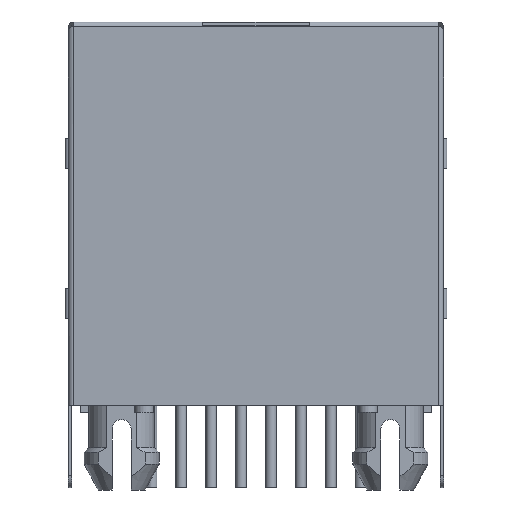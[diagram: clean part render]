
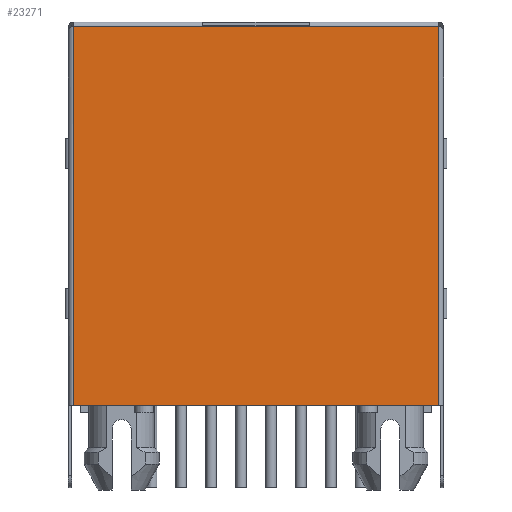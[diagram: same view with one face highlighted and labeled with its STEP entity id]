
A CAD part, front view. The second image highlights one B-rep face of the part: STEP entity #23271.
In plain terms, the highlighted planar face has unit normal (0, -1, 0).
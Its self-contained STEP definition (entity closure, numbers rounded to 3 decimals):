
#16271=DIRECTION('',(1.,0.,0.));
#16272=VECTOR('',#16271,15.55);
#16273=CARTESIAN_POINT('',(-7.775,-8.3,0.));
#16274=LINE('',#16273,#16272);
#17047=DIRECTION('',(1.,0.,0.));
#17048=VECTOR('',#17047,5.493);
#17049=CARTESIAN_POINT('',(2.282,-8.3,16.1));
#17050=LINE('',#17049,#17048);
#17051=DIRECTION('',(0.,0.,-1.));
#17052=VECTOR('',#17051,16.1);
#17053=CARTESIAN_POINT('',(-7.775,-8.3,16.1));
#17054=LINE('',#17053,#17052);
#17055=DIRECTION('',(1.,0.,0.));
#17056=VECTOR('',#17055,5.493);
#17057=CARTESIAN_POINT('',(-7.775,-8.3,16.1));
#17058=LINE('',#17057,#17056);
#17059=DIRECTION('',(-1.,0.,0.));
#17060=VECTOR('',#17059,4.563);
#17061=CARTESIAN_POINT('',(2.282,-8.3,16.1));
#17062=LINE('',#17061,#17060);
#17070=DIRECTION('',(0.,0.,-1.));
#17071=VECTOR('',#17070,16.1);
#17072=CARTESIAN_POINT('',(7.775,-8.3,16.1));
#17073=LINE('',#17072,#17071);
#17079=CARTESIAN_POINT('',(-7.775,-8.3,16.1));
#19465=CARTESIAN_POINT('',(7.775,-8.3,0.));
#19467=VERTEX_POINT('',#19465);
#19470=CARTESIAN_POINT('',(-7.775,-8.3,0.));
#19472=VERTEX_POINT('',#19470);
#19538=CARTESIAN_POINT('',(-2.282,-8.3,16.1));
#19540=VERTEX_POINT('',#19538);
#19541=CARTESIAN_POINT('',(2.282,-8.3,16.1));
#19543=VERTEX_POINT('',#19541);
#19697=VERTEX_POINT('',#17079);
#19983=CARTESIAN_POINT('',(7.775,-8.3,16.1));
#19985=VERTEX_POINT('',#19983);
#23254=CARTESIAN_POINT('',(-7.775,-8.3,16.3));
#23255=DIRECTION('',(0.,-1.,0.));
#23256=DIRECTION('',(1.,0.,0.));
#23257=AXIS2_PLACEMENT_3D('',#23254,#23255,#23256);
#23258=PLANE('',#23257);
#23259=ORIENTED_EDGE('',*,*,#23240,.T.);
#23261=ORIENTED_EDGE('',*,*,#23260,.T.);
#23262=ORIENTED_EDGE('',*,*,#21904,.F.);
#23264=ORIENTED_EDGE('',*,*,#23263,.F.);
#23266=ORIENTED_EDGE('',*,*,#23265,.T.);
#23268=ORIENTED_EDGE('',*,*,#23267,.F.);
#23269=EDGE_LOOP('',(#23259,#23261,#23262,#23264,#23266,#23268));
#23270=FACE_OUTER_BOUND('',#23269,.F.);
#21904=EDGE_CURVE('',#19472,#19467,#16274,.T.);
#23240=EDGE_CURVE('',#19543,#19985,#17050,.T.);
#23260=EDGE_CURVE('',#19985,#19467,#17073,.T.);
#23263=EDGE_CURVE('',#19697,#19472,#17054,.T.);
#23265=EDGE_CURVE('',#19697,#19540,#17058,.T.);
#23267=EDGE_CURVE('',#19543,#19540,#17062,.T.);
#23271=ADVANCED_FACE('',(#23270),#23258,.T.);
